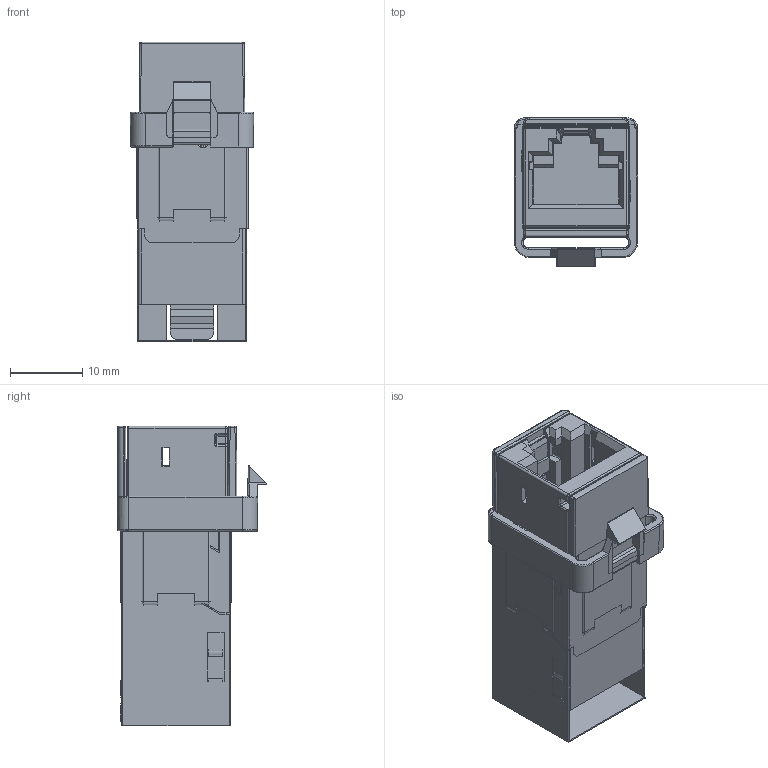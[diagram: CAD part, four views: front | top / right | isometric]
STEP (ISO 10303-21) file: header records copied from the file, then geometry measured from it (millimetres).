
FILE_DESCRIPTION (( 'STEP AP214' ), '1' );
FILE_NAME ('6117346.stp', '2021-04-14T08:06:31', ( '' ), ( '' ), 'SwSTEP 2.0', 'SolidWorks 2020', '' );
FILE_SCHEMA (( 'AUTOMOTIVE_DESIGN' ));
Length unit declared in the file: millimetre
Products named in the file (6): 6117346; P_0000005185_3_Standard; P_0000005185_2_Standard; P_0000005185_6_Standard; P_0000005185_4_Standard; P_0000005185_5_Standard
Assembly tree (8 placements, depth 2):
  6117346
    P_0000005185_3_Standard
    P_0000005185_2_Standard  x4
    P_0000005185_5_Standard
    P_0000005185_4_Standard
    P_0000005185_6_Standard
Bounding box: 17.1 x 20.55 x 41.45 mm (x, y, z)
Volume: 5419.1 mm3; surface area: 10276.5 mm2
Topology: 9 solids, 12 shells, 973 faces, 2548 edges, 1568 vertices
Faces by surface type: plane 485, cylinder 325, bspline 128, sphere 26, torus 9
Full cylindrical faces by diameter (mm): 7.8 x1
Entity records: 29030 total; most frequent: CARTESIAN_POINT 6694, ORIENTED_EDGE 4014, DIRECTION 3398, EDGE_CURVE 2007, LINE 1346, VECTOR 1346, VERTEX_POINT 1275, AXIS2_PLACEMENT_3D 1026
